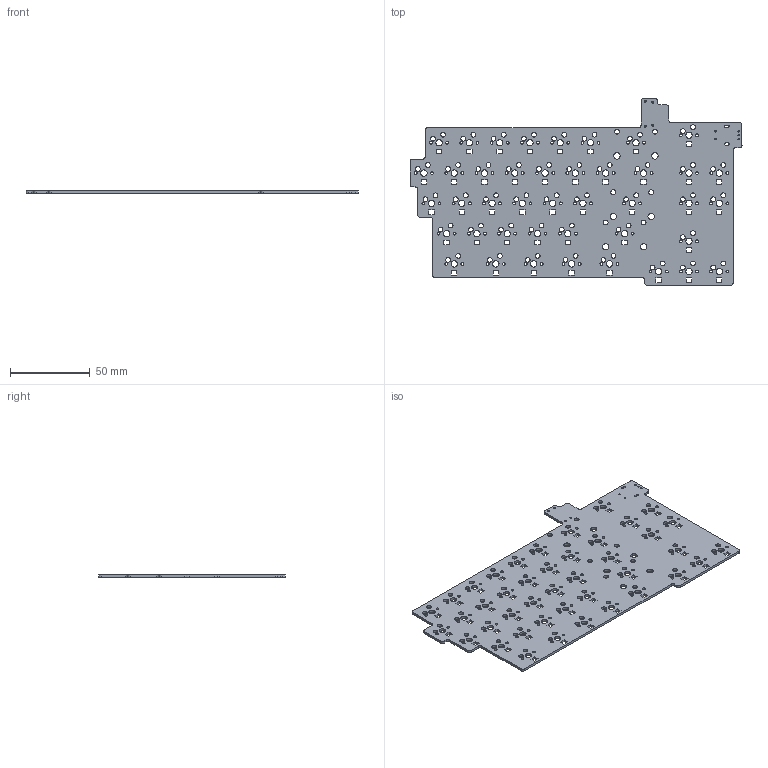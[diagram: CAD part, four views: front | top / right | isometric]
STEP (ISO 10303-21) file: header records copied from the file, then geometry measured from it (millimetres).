
FILE_DESCRIPTION(('KiCad electronic assembly'),'2;1');
FILE_NAME('kb_right.step','2022-07-10T19:13:30',('Pcbnew'),('Kicad'), 'Open CASCADE STEP processor 7.6','KiCad to STEP converter','Unknown' );
FILE_SCHEMA(('AUTOMOTIVE_DESIGN { 1 0 10303 214 1 1 1 1 }'));
Length unit declared in the file: millimetre
Products named in the file (2): kb_right 1; kb_right PCB
Assembly tree (1 placements, depth 2):
  kb_right 1
    kb_right PCB
Bounding box: 208.76 x 117.47 x 1.6 mm (x, y, z)
Volume: 27607.5 mm3; surface area: 39526.1 mm2
Topology: 1 solids, 1 shells, 449 faces, 1341 edges, 894 vertices
Faces by surface type: cylinder 255, plane 194
Full cylindrical faces by diameter (mm): 1 x5, 1.3 x4, 1.75 x84, 3 x84, 3.048 x6, 3.988 x48
Entity records: 35395 total; most frequent: CARTESIAN_POINT 8428, DIRECTION 4925, LINE 3003, VECTOR 3003, ORIENTED_EDGE 2682, PCURVE 2682, DEFINITIONAL_REPRESENTATION 2682, EDGE_CURVE 1341
